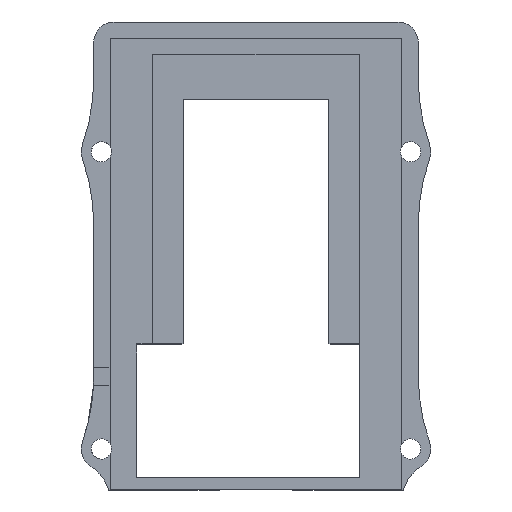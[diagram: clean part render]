
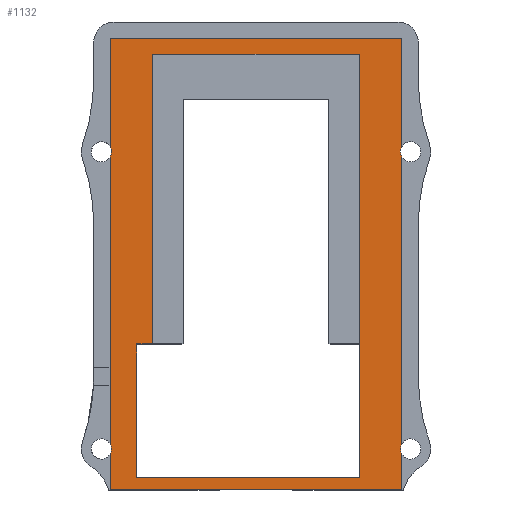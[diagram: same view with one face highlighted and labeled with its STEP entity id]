
A CAD part, top view. The second image highlights one B-rep face of the part: STEP entity #1132.
In plain terms, the highlighted planar face has unit normal (0, 0, 1).
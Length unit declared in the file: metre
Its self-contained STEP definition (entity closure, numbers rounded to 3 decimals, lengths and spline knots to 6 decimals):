
#45=CIRCLE('',#1205,0.00125);
#47=CIRCLE('',#1209,0.00125);
#49=CIRCLE('',#1215,0.00125);
#52=CIRCLE('',#1220,0.00125);
#206=ORIENTED_EDGE('',*,*,#512,.F.);
#207=ORIENTED_EDGE('',*,*,#513,.T.);
#208=ORIENTED_EDGE('',*,*,#504,.T.);
#209=ORIENTED_EDGE('',*,*,#445,.F.);
#210=ORIENTED_EDGE('',*,*,#409,.F.);
#211=ORIENTED_EDGE('',*,*,#511,.T.);
#212=ORIENTED_EDGE('',*,*,#475,.T.);
#213=ORIENTED_EDGE('',*,*,#478,.F.);
#214=ORIENTED_EDGE('',*,*,#480,.T.);
#215=ORIENTED_EDGE('',*,*,#483,.F.);
#216=ORIENTED_EDGE('',*,*,#485,.T.);
#217=ORIENTED_EDGE('',*,*,#487,.F.);
#218=ORIENTED_EDGE('',*,*,#489,.F.);
#219=ORIENTED_EDGE('',*,*,#492,.F.);
#220=ORIENTED_EDGE('',*,*,#495,.F.);
#221=ORIENTED_EDGE('',*,*,#500,.F.);
#222=ORIENTED_EDGE('',*,*,#502,.F.);
#223=ORIENTED_EDGE('',*,*,#455,.T.);
#409=EDGE_CURVE('',#577,#578,#689,.T.);
#445=EDGE_CURVE('',#578,#613,#711,.T.);
#455=EDGE_CURVE('',#622,#621,#721,.T.);
#475=EDGE_CURVE('',#621,#637,#741,.T.);
#478=EDGE_CURVE('',#639,#637,#45,.T.);
#480=EDGE_CURVE('',#639,#640,#744,.T.);
#483=EDGE_CURVE('',#642,#640,#47,.T.);
#485=EDGE_CURVE('',#642,#643,#747,.T.);
#487=EDGE_CURVE('',#644,#643,#749,.T.);
#489=EDGE_CURVE('',#645,#644,#751,.T.);
#492=EDGE_CURVE('',#647,#645,#49,.T.);
#495=EDGE_CURVE('',#650,#647,#755,.T.);
#500=EDGE_CURVE('',#653,#650,#52,.T.);
#502=EDGE_CURVE('',#622,#653,#759,.T.);
#504=EDGE_CURVE('',#654,#613,#761,.T.);
#511=EDGE_CURVE('',#577,#658,#768,.T.);
#512=EDGE_CURVE('',#659,#658,#769,.T.);
#513=EDGE_CURVE('',#659,#654,#770,.T.);
#577=VERTEX_POINT('',#1606);
#578=VERTEX_POINT('',#1608);
#613=VERTEX_POINT('',#1681);
#621=VERTEX_POINT('',#1699);
#622=VERTEX_POINT('',#1701);
#637=VERTEX_POINT('',#1740);
#639=VERTEX_POINT('',#1746);
#640=VERTEX_POINT('',#1750);
#642=VERTEX_POINT('',#1756);
#643=VERTEX_POINT('',#1760);
#644=VERTEX_POINT('',#1764);
#645=VERTEX_POINT('',#1768);
#647=VERTEX_POINT('',#1774);
#650=VERTEX_POINT('',#1781);
#653=VERTEX_POINT('',#1790);
#654=VERTEX_POINT('',#1798);
#658=VERTEX_POINT('',#1809);
#659=VERTEX_POINT('',#1813);
#689=LINE('',#1607,#816);
#711=LINE('',#1680,#838);
#721=LINE('',#1700,#848);
#741=LINE('',#1741,#868);
#744=LINE('',#1751,#871);
#747=LINE('',#1761,#874);
#749=LINE('',#1765,#876);
#751=LINE('',#1769,#878);
#755=LINE('',#1782,#882);
#759=LINE('',#1794,#886);
#761=LINE('',#1797,#888);
#768=LINE('',#1810,#895);
#769=LINE('',#1812,#896);
#770=LINE('',#1814,#897);
#816=VECTOR('',#1283,1.);
#838=VECTOR('',#1337,1.);
#848=VECTOR('',#1349,1.);
#868=VECTOR('',#1379,1.);
#871=VECTOR('',#1390,1.);
#874=VECTOR('',#1401,1.);
#876=VECTOR('',#1405,1.);
#878=VECTOR('',#1409,1.);
#882=VECTOR('',#1421,1.);
#886=VECTOR('',#1435,1.);
#888=VECTOR('',#1439,1.);
#895=VECTOR('',#1448,1.);
#896=VECTOR('',#1451,1.);
#897=VECTOR('',#1452,1.);
#967=EDGE_LOOP('',(#206,#207,#208,#209,#210,#211));
#968=EDGE_LOOP('',(#212,#213,#214,#215,#216,#217,#218,#219,#220,#221,#222,
#223));
#1033=FACE_BOUND('',#967,.T.);
#1034=FACE_BOUND('',#968,.T.);
#1090=PLANE('',#1224);
#1132=ADVANCED_FACE('',(#1033,#1034),#1090,.T.);
#1205=AXIS2_PLACEMENT_3D('',#1747,#1385,#1386);
#1209=AXIS2_PLACEMENT_3D('',#1757,#1396,#1397);
#1215=AXIS2_PLACEMENT_3D('',#1775,#1415,#1416);
#1220=AXIS2_PLACEMENT_3D('',#1791,#1430,#1431);
#1224=AXIS2_PLACEMENT_3D('',#1811,#1449,#1450);
#1283=DIRECTION('',(0.,-1.,0.));
#1337=DIRECTION('',(1.,0.,0.));
#1349=DIRECTION('',(1.,0.,0.));
#1379=DIRECTION('',(0.,1.,0.));
#1385=DIRECTION('',(0.,0.,1.));
#1386=DIRECTION('',(1.,0.,0.));
#1390=DIRECTION('',(0.,1.,0.));
#1396=DIRECTION('',(0.,0.,1.));
#1397=DIRECTION('',(1.,0.,0.));
#1401=DIRECTION('',(0.,1.,0.));
#1405=DIRECTION('',(1.,0.,0.));
#1409=DIRECTION('',(0.,1.,0.));
#1415=DIRECTION('',(0.,0.,1.));
#1416=DIRECTION('',(1.,0.,0.));
#1421=DIRECTION('',(0.,1.,0.));
#1430=DIRECTION('',(0.,0.,1.));
#1431=DIRECTION('',(1.,0.,0.));
#1435=DIRECTION('',(0.,1.,0.));
#1439=DIRECTION('',(0.,-1.,0.));
#1448=DIRECTION('',(1.,0.,0.));
#1449=DIRECTION('',(0.,0.,1.));
#1450=DIRECTION('',(1.,0.,0.));
#1451=DIRECTION('',(0.,-1.,0.));
#1452=DIRECTION('',(1.,0.,0.));
#1606=CARTESIAN_POINT('',(-0.0147,-0.00985,0.0045));
#1607=CARTESIAN_POINT('',(-0.0147,-0.0181,0.0045));
#1608=CARTESIAN_POINT('',(-0.0147,-0.02635,0.0045));
#1680=CARTESIAN_POINT('',(-0.000975,-0.02635,0.0045));
#1681=CARTESIAN_POINT('',(0.01275,-0.02635,0.0045));
#1699=CARTESIAN_POINT('',(0.018,-0.02785,0.0045));
#1700=CARTESIAN_POINT('',(0.,-0.02785,0.0045));
#1701=CARTESIAN_POINT('',(-0.018,-0.02785,0.0045));
#1740=CARTESIAN_POINT('',(0.018,-0.023478,0.0045));
#1741=CARTESIAN_POINT('',(0.018,-0.026459,0.0045));
#1746=CARTESIAN_POINT('',(0.018,-0.022122,0.0045));
#1747=CARTESIAN_POINT('',(0.01905,-0.0228,0.0045));
#1750=CARTESIAN_POINT('',(0.018,0.013172,0.0045));
#1751=CARTESIAN_POINT('',(0.018,-0.004475,0.0045));
#1756=CARTESIAN_POINT('',(0.018,0.014528,0.0045));
#1757=CARTESIAN_POINT('',(0.01905,0.01385,0.0045));
#1760=CARTESIAN_POINT('',(0.018,0.02785,0.0045));
#1761=CARTESIAN_POINT('',(0.018,0.021189,0.0045));
#1764=CARTESIAN_POINT('',(-0.018,0.02785,0.0045));
#1765=CARTESIAN_POINT('',(0.,0.02785,0.0045));
#1768=CARTESIAN_POINT('',(-0.018,0.014528,0.0045));
#1769=CARTESIAN_POINT('',(-0.018,0.021189,0.0045));
#1774=CARTESIAN_POINT('',(-0.018,0.013172,0.0045));
#1775=CARTESIAN_POINT('',(-0.01905,0.01385,0.0045));
#1781=CARTESIAN_POINT('',(-0.018,-0.022122,0.0045));
#1782=CARTESIAN_POINT('',(-0.018,-0.004475,0.0045));
#1790=CARTESIAN_POINT('',(-0.018,-0.023478,0.0045));
#1791=CARTESIAN_POINT('',(-0.01905,-0.0228,0.0045));
#1794=CARTESIAN_POINT('',(-0.018,-0.024274,0.0045));
#1797=CARTESIAN_POINT('',(0.01275,-0.0181,0.0045));
#1798=CARTESIAN_POINT('',(0.01275,0.02585,0.0045));
#1809=CARTESIAN_POINT('',(-0.01275,-0.00985,0.0045));
#1810=CARTESIAN_POINT('',(-0.01185,-0.00985,0.0045));
#1811=CARTESIAN_POINT('',(0.,0.001,0.0045));
#1812=CARTESIAN_POINT('',(-0.01275,0.008,0.0045));
#1813=CARTESIAN_POINT('',(-0.01275,0.02585,0.0045));
#1814=CARTESIAN_POINT('',(0.,0.02585,0.0045));
